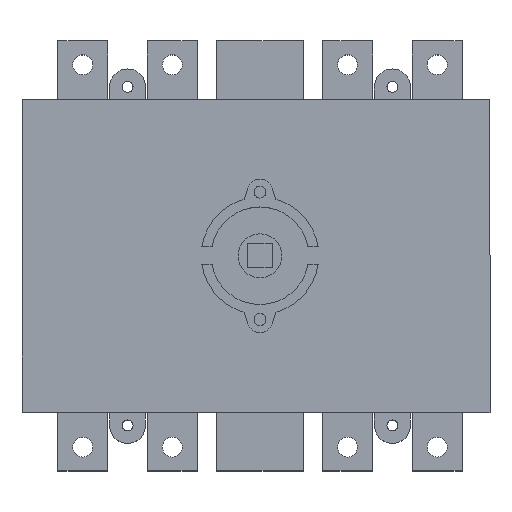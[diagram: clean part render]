
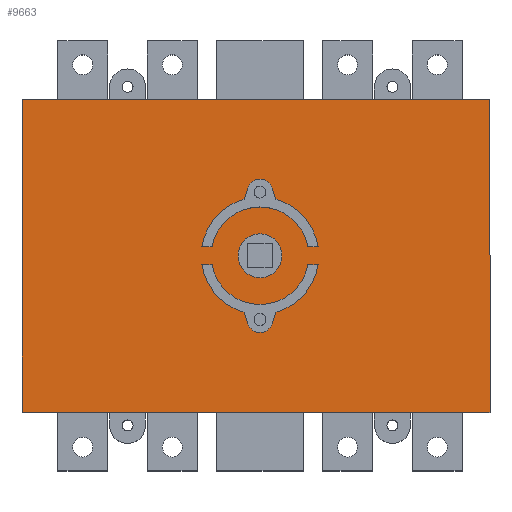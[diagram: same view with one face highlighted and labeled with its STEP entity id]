
A CAD part, top view. The second image highlights one B-rep face of the part: STEP entity #9663.
In plain terms, the highlighted planar face has unit normal (0, 0, 1).
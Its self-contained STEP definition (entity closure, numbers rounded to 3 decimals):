
#5891=CARTESIAN_POINT('',(108.501,-0.012,114.0));
#5892=VERTEX_POINT('',#5891);
#5908=CARTESIAN_POINT('',(130.501,-0.012,114.0));
#5909=VERTEX_POINT('',#5908);
#5916=CARTESIAN_POINT('',(119.501,-0.012,114.0));
#5917=DIRECTION('',(0.0,0.0,-1.0));
#5918=DIRECTION('',(-1.0,0.0,0.0));
#5919=AXIS2_PLACEMENT_3D('',#5916,#5917,#5918);
#5920=CIRCLE('',#5919,11.0);
#5921=EDGE_CURVE('',#5892,#5909,#5920,.T.);
#6979=CARTESIAN_POINT('',(235.,-78.5,114.0));
#6980=VERTEX_POINT('',#6979);
#6987=CARTESIAN_POINT('',(0.,-78.5,114.0));
#6988=VERTEX_POINT('',#6987);
#6989=CARTESIAN_POINT('',(235.,-78.5,114.0));
#6990=DIRECTION('',(-1.0,0.0,0.0));
#6991=VECTOR('',#6990,235.0);
#6992=LINE('',#6989,#6991);
#6993=EDGE_CURVE('',#6980,#6988,#6992,.T.);
#9153=CARTESIAN_POINT('',(0.,78.5,114.0));
#9154=VERTEX_POINT('',#9153);
#9161=CARTESIAN_POINT('',(235.0,78.5,114.0));
#9162=VERTEX_POINT('',#9161);
#9163=CARTESIAN_POINT('',(0.0,78.5,114.0));
#9164=DIRECTION('',(1.0,0.0,0.0));
#9165=VECTOR('',#9164,235.0);
#9166=LINE('',#9163,#9165);
#9167=EDGE_CURVE('',#9154,#9162,#9166,.T.);
#9464=CARTESIAN_POINT('',(119.501,-0.012,114.0));
#9465=DIRECTION('',(0.0,0.0,-1.0));
#9466=DIRECTION('',(-1.0,0.0,0.0));
#9467=AXIS2_PLACEMENT_3D('',#9464,#9465,#9466);
#9468=CIRCLE('',#9467,11.0);
#9469=EDGE_CURVE('',#5909,#5892,#9468,.T.);
#9498=CARTESIAN_POINT('',(117.5,0.,114.0));
#9499=DIRECTION('',(0.0,0.0,1.0));
#9500=DIRECTION('',(1.0,0.0,0.0));
#9501=AXIS2_PLACEMENT_3D('',#9498,#9499,#9500);
#9502=PLANE('',#9501);
#9503=CARTESIAN_POINT('',(0.,-78.5,114.0));
#9504=DIRECTION('',(0.0,1.0,0.0));
#9505=VECTOR('',#9504,157.);
#9506=LINE('',#9503,#9505);
#9507=EDGE_CURVE('',#6988,#9154,#9506,.T.);
#9508=ORIENTED_EDGE('',*,*,#9507,.F.);
#9509=ORIENTED_EDGE('',*,*,#6993,.F.);
#9510=CARTESIAN_POINT('',(235.0,78.5,114.0));
#9511=DIRECTION('',(0.0,-1.0,0.0));
#9512=VECTOR('',#9511,157.);
#9513=LINE('',#9510,#9512);
#9514=EDGE_CURVE('',#9162,#6980,#9513,.T.);
#9515=ORIENTED_EDGE('',*,*,#9514,.F.);
#9516=ORIENTED_EDGE('',*,*,#9167,.F.);
#9517=EDGE_LOOP('',(#9508,#9509,#9515,#9516));
#9518=FACE_OUTER_BOUND('',#9517,.T.);
#9519=CARTESIAN_POINT('',(90.344,4.488,114.0));
#9520=VERTEX_POINT('',#9519);
#9521=CARTESIAN_POINT('',(111.499,28.382,114.0));
#9522=VERTEX_POINT('',#9521);
#9523=CARTESIAN_POINT('',(119.5,-0.013,114.0));
#9524=DIRECTION('',(0.0,0.0,-1.0));
#9525=DIRECTION('',(0.271,-0.963,0.0));
#9526=AXIS2_PLACEMENT_3D('',#9523,#9524,#9525);
#9527=CIRCLE('',#9526,29.501);
#9528=EDGE_CURVE('',#9520,#9522,#9527,.T.);
#9529=ORIENTED_EDGE('',*,*,#9528,.T.);
#9530=CARTESIAN_POINT('',(113.316,33.993,114.0));
#9531=VERTEX_POINT('',#9530);
#9532=CARTESIAN_POINT('',(111.499,28.382,114.0));
#9533=DIRECTION('',(0.308,0.951,0.0));
#9534=VECTOR('',#9533,5.898);
#9535=LINE('',#9532,#9534);
#9536=EDGE_CURVE('',#9522,#9531,#9535,.T.);
#9537=ORIENTED_EDGE('',*,*,#9536,.T.);
#9538=CARTESIAN_POINT('',(125.682,33.993,114.0));
#9539=VERTEX_POINT('',#9538);
#9540=CARTESIAN_POINT('',(119.499,31.991,114.0));
#9541=DIRECTION('',(0.0,0.0,-1.0));
#9542=DIRECTION('',(-0.951,-0.308,0.0));
#9543=AXIS2_PLACEMENT_3D('',#9540,#9541,#9542);
#9544=CIRCLE('',#9543,6.499);
#9545=EDGE_CURVE('',#9531,#9539,#9544,.T.);
#9546=ORIENTED_EDGE('',*,*,#9545,.T.);
#9547=CARTESIAN_POINT('',(127.499,28.382,114.0));
#9548=VERTEX_POINT('',#9547);
#9549=CARTESIAN_POINT('',(125.682,33.993,114.0));
#9550=DIRECTION('',(0.308,-0.951,0.0));
#9551=VECTOR('',#9550,5.898);
#9552=LINE('',#9549,#9551);
#9553=EDGE_CURVE('',#9539,#9548,#9552,.T.);
#9554=ORIENTED_EDGE('',*,*,#9553,.T.);
#9555=CARTESIAN_POINT('',(148.654,4.488,114.0));
#9556=VERTEX_POINT('',#9555);
#9557=CARTESIAN_POINT('',(119.499,-0.012,114.0));
#9558=DIRECTION('',(0.0,0.0,-1.0));
#9559=DIRECTION('',(-0.988,-0.153,0.0));
#9560=AXIS2_PLACEMENT_3D('',#9557,#9558,#9559);
#9561=CIRCLE('',#9560,29.5);
#9562=EDGE_CURVE('',#9548,#9556,#9561,.T.);
#9563=ORIENTED_EDGE('',*,*,#9562,.T.);
#9564=CARTESIAN_POINT('',(143.582,4.488,114.0));
#9565=VERTEX_POINT('',#9564);
#9566=CARTESIAN_POINT('',(148.654,4.488,114.0));
#9567=DIRECTION('',(-1.0,0.0,0.0));
#9568=VECTOR('',#9567,5.072);
#9569=LINE('',#9566,#9568);
#9570=EDGE_CURVE('',#9556,#9565,#9569,.T.);
#9571=ORIENTED_EDGE('',*,*,#9570,.T.);
#9572=CARTESIAN_POINT('',(95.416,4.488,114.0));
#9573=VERTEX_POINT('',#9572);
#9574=CARTESIAN_POINT('',(119.499,-0.007,114.0));
#9575=DIRECTION('',(0.0,0.0,1.0));
#9576=DIRECTION('',(0.983,0.183,0.0));
#9577=AXIS2_PLACEMENT_3D('',#9574,#9575,#9576);
#9578=CIRCLE('',#9577,24.499);
#9579=EDGE_CURVE('',#9565,#9573,#9578,.T.);
#9580=ORIENTED_EDGE('',*,*,#9579,.T.);
#9581=CARTESIAN_POINT('',(95.416,4.488,114.0));
#9582=DIRECTION('',(-1.0,0.0,0.0));
#9583=VECTOR('',#9582,5.072);
#9584=LINE('',#9581,#9583);
#9585=EDGE_CURVE('',#9573,#9520,#9584,.T.);
#9586=ORIENTED_EDGE('',*,*,#9585,.T.);
#9587=EDGE_LOOP('',(#9529,#9537,#9546,#9554,#9563,#9571,#9580,#9586));
#9588=FACE_BOUND('',#9587,.T.);
#9589=CARTESIAN_POINT('',(148.654,-4.488,114.0));
#9590=VERTEX_POINT('',#9589);
#9591=CARTESIAN_POINT('',(127.499,-28.382,114.0));
#9592=VERTEX_POINT('',#9591);
#9593=CARTESIAN_POINT('',(119.499,0.012,114.0));
#9594=DIRECTION('',(0.0,0.0,-1.0));
#9595=DIRECTION('',(-0.271,0.963,0.0));
#9596=AXIS2_PLACEMENT_3D('',#9593,#9594,#9595);
#9597=CIRCLE('',#9596,29.5);
#9598=EDGE_CURVE('',#9590,#9592,#9597,.T.);
#9599=ORIENTED_EDGE('',*,*,#9598,.T.);
#9600=CARTESIAN_POINT('',(125.682,-33.993,114.0));
#9601=VERTEX_POINT('',#9600);
#9602=CARTESIAN_POINT('',(127.499,-28.382,114.0));
#9603=DIRECTION('',(-0.308,-0.951,0.0));
#9604=VECTOR('',#9603,5.898);
#9605=LINE('',#9602,#9604);
#9606=EDGE_CURVE('',#9592,#9601,#9605,.T.);
#9607=ORIENTED_EDGE('',*,*,#9606,.T.);
#9608=CARTESIAN_POINT('',(113.316,-33.993,114.0));
#9609=VERTEX_POINT('',#9608);
#9610=CARTESIAN_POINT('',(119.499,-31.991,114.0));
#9611=DIRECTION('',(0.0,0.0,-1.0));
#9612=DIRECTION('',(0.951,0.308,0.0));
#9613=AXIS2_PLACEMENT_3D('',#9610,#9611,#9612);
#9614=CIRCLE('',#9613,6.499);
#9615=EDGE_CURVE('',#9601,#9609,#9614,.T.);
#9616=ORIENTED_EDGE('',*,*,#9615,.T.);
#9617=CARTESIAN_POINT('',(111.499,-28.382,114.0));
#9618=VERTEX_POINT('',#9617);
#9619=CARTESIAN_POINT('',(113.316,-33.993,114.0));
#9620=DIRECTION('',(-0.308,0.951,0.0));
#9621=VECTOR('',#9620,5.898);
#9622=LINE('',#9619,#9621);
#9623=EDGE_CURVE('',#9609,#9618,#9622,.T.);
#9624=ORIENTED_EDGE('',*,*,#9623,.T.);
#9625=CARTESIAN_POINT('',(90.344,-4.488,114.0));
#9626=VERTEX_POINT('',#9625);
#9627=CARTESIAN_POINT('',(119.5,0.013,114.0));
#9628=DIRECTION('',(0.0,0.0,-1.0));
#9629=DIRECTION('',(0.988,0.153,0.0));
#9630=AXIS2_PLACEMENT_3D('',#9627,#9628,#9629);
#9631=CIRCLE('',#9630,29.501);
#9632=EDGE_CURVE('',#9618,#9626,#9631,.T.);
#9633=ORIENTED_EDGE('',*,*,#9632,.T.);
#9634=CARTESIAN_POINT('',(95.416,-4.488,114.0));
#9635=VERTEX_POINT('',#9634);
#9636=CARTESIAN_POINT('',(90.344,-4.488,114.0));
#9637=DIRECTION('',(1.0,0.0,0.0));
#9638=VECTOR('',#9637,5.072);
#9639=LINE('',#9636,#9638);
#9640=EDGE_CURVE('',#9626,#9635,#9639,.T.);
#9641=ORIENTED_EDGE('',*,*,#9640,.T.);
#9642=CARTESIAN_POINT('',(143.582,-4.488,114.0));
#9643=VERTEX_POINT('',#9642);
#9644=CARTESIAN_POINT('',(119.499,0.007,114.0));
#9645=DIRECTION('',(0.0,0.0,1.0));
#9646=DIRECTION('',(-0.983,-0.183,0.0));
#9647=AXIS2_PLACEMENT_3D('',#9644,#9645,#9646);
#9648=CIRCLE('',#9647,24.499);
#9649=EDGE_CURVE('',#9635,#9643,#9648,.T.);
#9650=ORIENTED_EDGE('',*,*,#9649,.T.);
#9651=CARTESIAN_POINT('',(143.582,-4.488,114.0));
#9652=DIRECTION('',(1.0,0.0,0.0));
#9653=VECTOR('',#9652,5.072);
#9654=LINE('',#9651,#9653);
#9655=EDGE_CURVE('',#9643,#9590,#9654,.T.);
#9656=ORIENTED_EDGE('',*,*,#9655,.T.);
#9657=EDGE_LOOP('',(#9599,#9607,#9616,#9624,#9633,#9641,#9650,#9656));
#9658=FACE_BOUND('',#9657,.T.);
#9659=ORIENTED_EDGE('',*,*,#9469,.T.);
#9660=ORIENTED_EDGE('',*,*,#5921,.T.);
#9661=EDGE_LOOP('',(#9659,#9660));
#9662=FACE_BOUND('',#9661,.T.);
#9663=ADVANCED_FACE('',(#9518,#9588,#9658,#9662),#9502,.T.);
